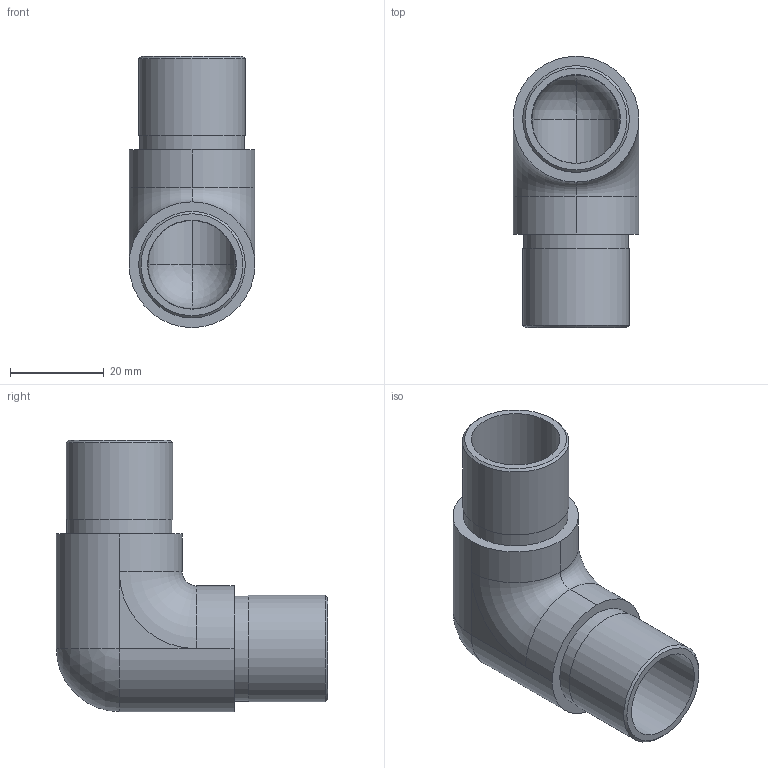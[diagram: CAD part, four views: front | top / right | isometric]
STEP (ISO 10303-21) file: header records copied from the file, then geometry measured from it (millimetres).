
FILE_DESCRIPTION (( 'STEP AP203' ), '1' );
FILE_NAME ('56169-320.step', '2020-02-20T12:24:16', ( '' ), ( '' ), 'SwSTEP 2.0', 'SolidWorks 2015', '' );
FILE_SCHEMA (( 'CONFIG_CONTROL_DESIGN' ));
Length unit declared in the file: millimetre
Products named in the file (2): 56169-320
Bounding box: 26.9 x 58 x 58 mm (x, y, z)
Volume: 18465.2 mm3; surface area: 12629.7 mm2
Topology: 1 solids, 1 shells, 268 faces, 694 edges, 454 vertices
Faces by surface type: bspline 112, plane 100, cylinder 46, sphere 4, torus 4, cone 2
Full cylindrical faces by diameter (mm): 19 x2, 22.4 x2, 22.8 x2
Entity records: 12563 total; most frequent: CARTESIAN_POINT 6674, ORIENTED_EDGE 1356, DIRECTION 868, EDGE_CURVE 678, VERTEX_POINT 450, EDGE_LOOP 308, LINE 296, VECTOR 296
